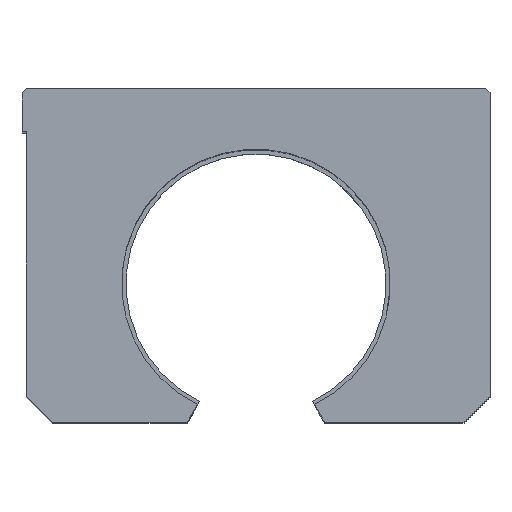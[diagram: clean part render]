
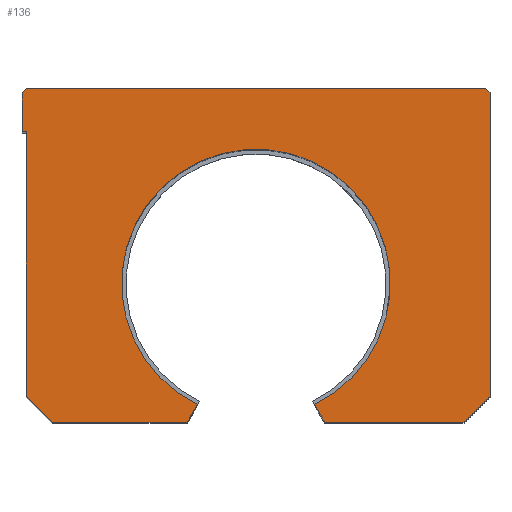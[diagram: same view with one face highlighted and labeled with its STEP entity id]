
A CAD part, top view. The second image highlights one B-rep face of the part: STEP entity #136.
In plain terms, the highlighted planar face has unit normal (0, 0, 1).
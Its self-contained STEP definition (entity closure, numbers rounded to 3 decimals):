
#136 = ADVANCED_FACE( '', ( #296 ), #297, .T. );
#296 = FACE_OUTER_BOUND( '', #467, .T. );
#297 = PLANE( '', #468 );
#467 = EDGE_LOOP( '', ( #793, #794, #795, #796, #797, #798, #799, #800, #801, #802, #803, #804, #805, #806 ) );
#468 = AXIS2_PLACEMENT_3D( '', #807, #808, #809 );
#793 = ORIENTED_EDGE( '', *, *, #1021, .T. );
#794 = ORIENTED_EDGE( '', *, *, #990, .F. );
#795 = ORIENTED_EDGE( '', *, *, #967, .T. );
#796 = ORIENTED_EDGE( '', *, *, #1010, .T. );
#797 = ORIENTED_EDGE( '', *, *, #1036, .T. );
#798 = ORIENTED_EDGE( '', *, *, #1037, .T. );
#799 = ORIENTED_EDGE( '', *, *, #1038, .T. );
#800 = ORIENTED_EDGE( '', *, *, #946, .T. );
#801 = ORIENTED_EDGE( '', *, *, #1029, .T. );
#802 = ORIENTED_EDGE( '', *, *, #996, .T. );
#803 = ORIENTED_EDGE( '', *, *, #1033, .T. );
#804 = ORIENTED_EDGE( '', *, *, #1039, .T. );
#805 = ORIENTED_EDGE( '', *, *, #999, .T. );
#806 = ORIENTED_EDGE( '', *, *, #917, .F. );
#807 = CARTESIAN_POINT( '', ( 0., 0., 176. ) );
#808 = DIRECTION( '', ( 0., 0., 1. ) );
#809 = DIRECTION( '', ( 1., 0., 0. ) );
#917 = EDGE_CURVE( '', #1073, #1075, #1076, .T. );
#946 = EDGE_CURVE( '', #1125, #1123, #1126, .T. );
#967 = EDGE_CURVE( '', #1149, #1159, #1161, .T. );
#990 = EDGE_CURVE( '', #1149, #1198, #1199, .T. );
#996 = EDGE_CURVE( '', #1207, #1205, #1208, .T. );
#999 = EDGE_CURVE( '', #1211, #1075, #1212, .T. );
#1010 = EDGE_CURVE( '', #1159, #1226, #1228, .T. );
#1021 = EDGE_CURVE( '', #1073, #1198, #1242, .T. );
#1029 = EDGE_CURVE( '', #1123, #1207, #1251, .T. );
#1033 = EDGE_CURVE( '', #1205, #1255, #1257, .T. );
#1036 = EDGE_CURVE( '', #1226, #1261, #1262, .T. );
#1037 = EDGE_CURVE( '', #1261, #1263, #1264, .T. );
#1038 = EDGE_CURVE( '', #1263, #1125, #1265, .T. );
#1039 = EDGE_CURVE( '', #1255, #1211, #1266, .T. );
#1073 = VERTEX_POINT( '', #1302 );
#1075 = VERTEX_POINT( '', #1305 );
#1076 = LINE( '', #1306, #1307 );
#1123 = VERTEX_POINT( '', #1365 );
#1125 = VERTEX_POINT( '', #1368 );
#1126 = LINE( '', #1369, #1370 );
#1149 = VERTEX_POINT( '', #1404 );
#1159 = VERTEX_POINT( '', #1418 );
#1161 = LINE( '', #1421, #1422 );
#1198 = VERTEX_POINT( '', #1576 );
#1199 = LINE( '', #1577, #1578 );
#1205 = VERTEX_POINT( '', #1587 );
#1207 = VERTEX_POINT( '', #1590 );
#1208 = LINE( '', #1591, #1592 );
#1211 = VERTEX_POINT( '', #1596 );
#1212 = LINE( '', #1597, #1598 );
#1226 = VERTEX_POINT( '', #1618 );
#1228 = LINE( '', #1621, #1622 );
#1242 = CIRCLE( '', #1636, 31. );
#1251 = LINE( '', #1704, #1705 );
#1255 = VERTEX_POINT( '', #1710 );
#1257 = LINE( '', #1713, #1714 );
#1261 = VERTEX_POINT( '', #1718 );
#1262 = LINE( '', #1719, #1720 );
#1263 = VERTEX_POINT( '', #1721 );
#1264 = LINE( '', #1722, #1723 );
#1265 = LINE( '', #1724, #1725 );
#1266 = LINE( '', #1726, #1727 );
#1302 = CARTESIAN_POINT( '', ( -13.5, 4.094, 176. ) );
#1305 = CARTESIAN_POINT( '', ( -15.864, 0., 176. ) );
#1306 = CARTESIAN_POINT( '', ( 0., 27.477, 176. ) );
#1307 = VECTOR( '', #1768, 1000. );
#1365 = CARTESIAN_POINT( '', ( -54., 76., 176. ) );
#1368 = CARTESIAN_POINT( '', ( -53., 77., 176. ) );
#1369 = CARTESIAN_POINT( '', ( -53., 77., 176. ) );
#1370 = VECTOR( '', #1808, 1000. );
#1404 = CARTESIAN_POINT( '', ( 15.864, 0., 176. ) );
#1418 = CARTESIAN_POINT( '', ( 48., 0., 176. ) );
#1421 = CARTESIAN_POINT( '', ( -47., 0., 176. ) );
#1422 = VECTOR( '', #1831, 1000. );
#1576 = CARTESIAN_POINT( '', ( 13.5, 4.094, 176. ) );
#1577 = CARTESIAN_POINT( '', ( 16.441, -1., 176. ) );
#1578 = VECTOR( '', #1856, 1000. );
#1587 = CARTESIAN_POINT( '', ( -53., 67., 176. ) );
#1590 = CARTESIAN_POINT( '', ( -54., 67., 176. ) );
#1591 = CARTESIAN_POINT( '', ( -54., 67., 176. ) );
#1592 = VECTOR( '', #1861, 1000. );
#1596 = CARTESIAN_POINT( '', ( -47., 0., 176. ) );
#1597 = CARTESIAN_POINT( '', ( -47., 0., 176. ) );
#1598 = VECTOR( '', #1863, 1000. );
#1618 = CARTESIAN_POINT( '', ( 54., 6., 176. ) );
#1621 = CARTESIAN_POINT( '', ( 48., 0., 176. ) );
#1622 = VECTOR( '', #1874, 1000. );
#1636 = AXIS2_PLACEMENT_3D( '', #1887, #1888, #1889 );
#1704 = CARTESIAN_POINT( '', ( -54., 76., 176. ) );
#1705 = VECTOR( '', #1892, 1000. );
#1710 = CARTESIAN_POINT( '', ( -53., 6., 176. ) );
#1713 = CARTESIAN_POINT( '', ( -53., 67., 176. ) );
#1714 = VECTOR( '', #1895, 1000. );
#1718 = CARTESIAN_POINT( '', ( 54., 76., 176. ) );
#1719 = CARTESIAN_POINT( '', ( 54., 6., 176. ) );
#1720 = VECTOR( '', #1899, 1000. );
#1721 = CARTESIAN_POINT( '', ( 53., 77., 176. ) );
#1722 = CARTESIAN_POINT( '', ( 54., 76., 176. ) );
#1723 = VECTOR( '', #1900, 1000. );
#1724 = CARTESIAN_POINT( '', ( 53., 77., 176. ) );
#1725 = VECTOR( '', #1901, 1000. );
#1726 = CARTESIAN_POINT( '', ( -53., 6., 176. ) );
#1727 = VECTOR( '', #1902, 1000. );
#1768 = DIRECTION( '', ( -0.5, -0.866, 0. ) );
#1808 = DIRECTION( '', ( -0.707, -0.707, 0. ) );
#1831 = DIRECTION( '', ( 1., 0., 0. ) );
#1856 = DIRECTION( '', ( -0.5, 0.866, 0. ) );
#1861 = DIRECTION( '', ( 1., 0., 0. ) );
#1863 = DIRECTION( '', ( 1., 0., 0. ) );
#1874 = DIRECTION( '', ( 0.707, 0.707, 0. ) );
#1887 = CARTESIAN_POINT( '', ( 0., 32., 176. ) );
#1888 = DIRECTION( '', ( 0., 0., -1. ) );
#1889 = DIRECTION( '', ( -1., 0., 0. ) );
#1892 = DIRECTION( '', ( 0., -1., 0. ) );
#1895 = DIRECTION( '', ( 0., -1., 0. ) );
#1899 = DIRECTION( '', ( 0., 1., 0. ) );
#1900 = DIRECTION( '', ( -0.707, 0.707, 0. ) );
#1901 = DIRECTION( '', ( -1., 0., 0. ) );
#1902 = DIRECTION( '', ( 0.707, -0.707, 0. ) );
